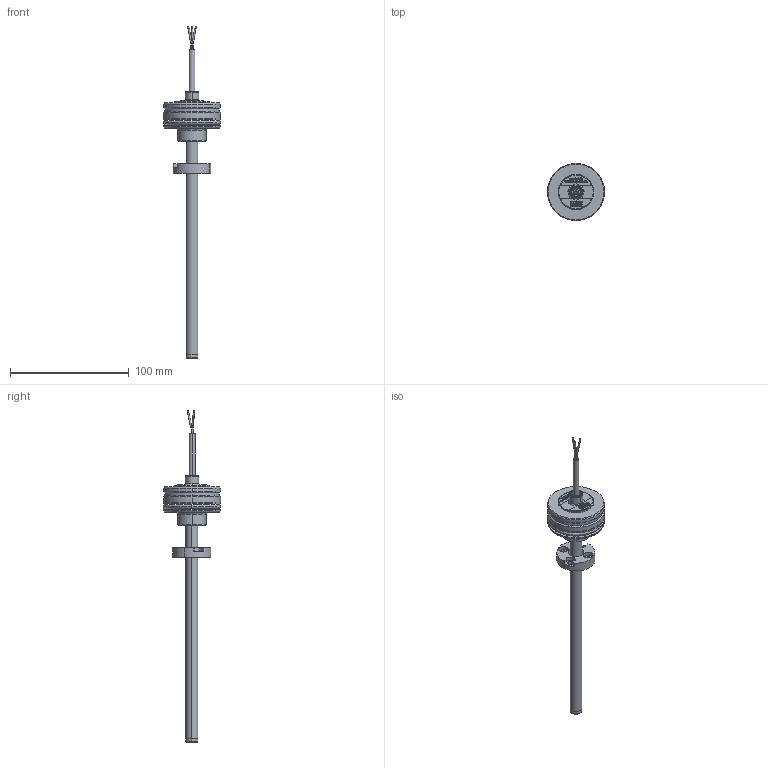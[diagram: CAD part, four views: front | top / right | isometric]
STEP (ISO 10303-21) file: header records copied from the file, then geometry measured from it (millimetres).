
FILE_DESCRIPTION (( 'STEP AP214' ), '1' );
FILE_NAME ('TIM_Steckflansch_Kabel.STEP', '2014-04-03T06:10:35', ( 'dummy' ), ( 'Microsoft' ), 'SwSTEP 2.0', 'SolidWorks 2013', '' );
FILE_SCHEMA (( 'AUTOMOTIVE_DESIGN' ));
Length unit declared in the file: millimetre
Products named in the file (1): TIM_Steckflansch_Kabel
Bounding box: 48 x 48.06 x 279.4 mm (x, y, z)
Surface area: 21107.1 mm2 (no closed solid volume)
Topology: 0 solids, 30 shells, 274 faces, 1744 edges, 1487 vertices
Faces by surface type: plane 131, cylinder 74, bspline 36, cone 17, torus 16
Entity records: 25075 total; most frequent: CARTESIAN_POINT 10304, ORIENTED_EDGE 2212, DIRECTION 1865, EDGE_CURVE 1744, VERTEX_POINT 1487, LINE 939, VECTOR 939, B_SPLINE_CURVE_WITH_KNOTS 580
